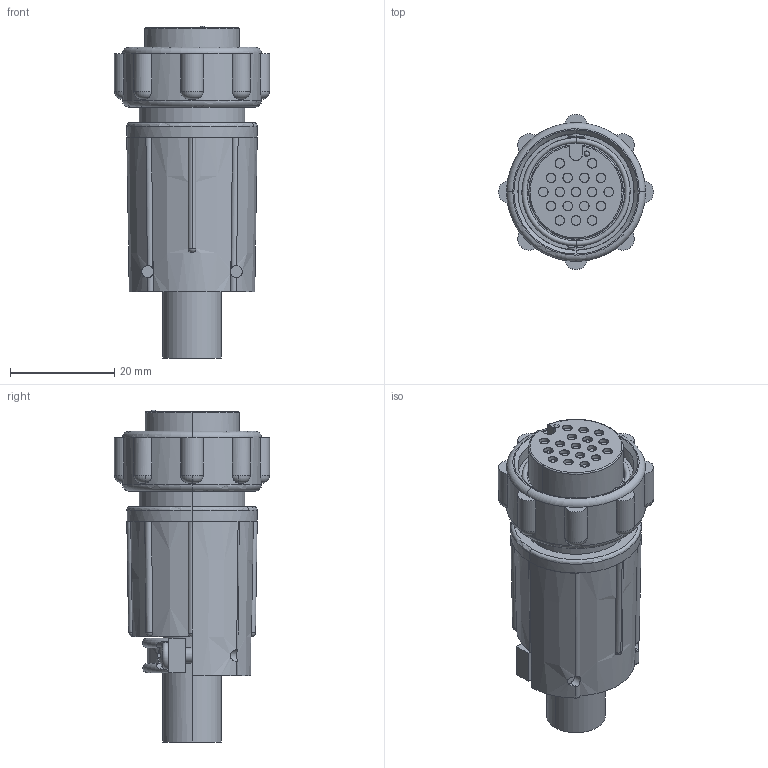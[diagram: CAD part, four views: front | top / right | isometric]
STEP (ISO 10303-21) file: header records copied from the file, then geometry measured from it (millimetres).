
FILE_DESCRIPTION (( 'STEP AP203' ), '1' );
FILE_NAME ('13282-18SG-331.STEP', '2013-04-01T20:27:16', ( '21FPBF1' ), ( 'Conxall' ), 'SwSTEP 2.0', 'SolidWorks 2012', '' );
FILE_SCHEMA (( 'CONFIG_CONTROL_DESIGN' ));
Length unit declared in the file: inch
Products named in the file (1): 13282-18SG-331
Bounding box: 29.84 x 29.84 x 63.8 mm (x, y, z)
Volume: 21758 mm3; surface area: 7482.3 mm2
Topology: 1 solids, 1 shells, 322 faces, 782 edges, 507 vertices
Faces by surface type: plane 140, cylinder 133, torus 32, sphere 9, cone 8
Entity records: 16337 total; most frequent: CARTESIAN_POINT 9150, ORIENTED_EDGE 1554, DIRECTION 1330, EDGE_CURVE 777, AXIS2_PLACEMENT_3D 533, VERTEX_POINT 505, EDGE_LOOP 374, FACE_OUTER_BOUND 322
